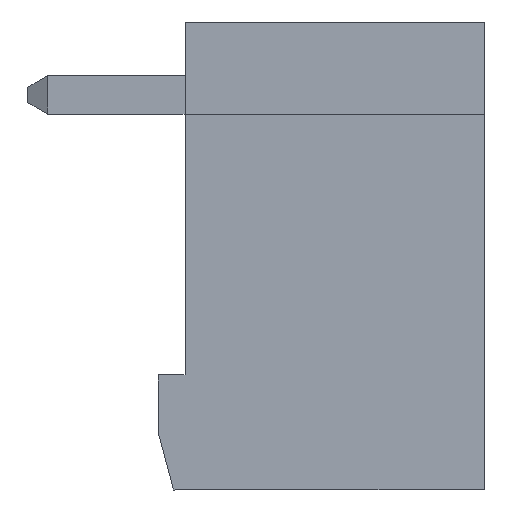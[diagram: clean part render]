
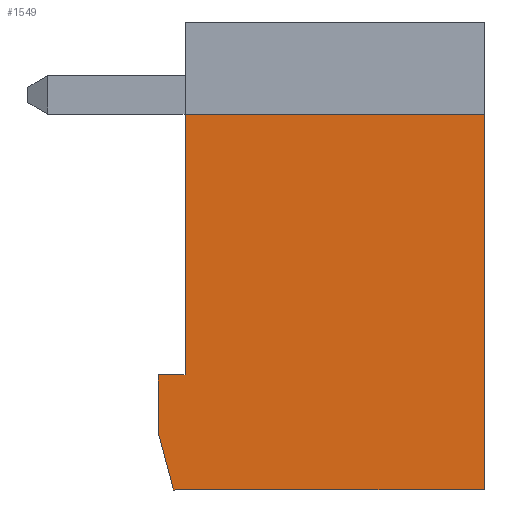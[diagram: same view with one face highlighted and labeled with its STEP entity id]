
A CAD part, front view. The second image highlights one B-rep face of the part: STEP entity #1549.
In plain terms, the highlighted planar face has unit normal (0, -1, 0).
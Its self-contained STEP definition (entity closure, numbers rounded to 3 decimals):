
#1549 = ADVANCED_FACE( '', ( #3423 ), #3424, .F. );
#3423 = FACE_OUTER_BOUND( '', #5609, .T. );
#3424 = PLANE( '', #5610 );
#5609 = EDGE_LOOP( '', ( #10200, #10201, #10202, #10203, #10204, #10205, #10206 ) );
#5610 = AXIS2_PLACEMENT_3D( '', #10207, #10208, #10209 );
#10200 = ORIENTED_EDGE( '', *, *, #14631, .F. );
#10201 = ORIENTED_EDGE( '', *, *, #14330, .F. );
#10202 = ORIENTED_EDGE( '', *, *, #14632, .F. );
#10203 = ORIENTED_EDGE( '', *, *, #14633, .F. );
#10204 = ORIENTED_EDGE( '', *, *, #14156, .F. );
#10205 = ORIENTED_EDGE( '', *, *, #14037, .F. );
#10206 = ORIENTED_EDGE( '', *, *, #13781, .F. );
#10207 = CARTESIAN_POINT( '', ( -40.699, 25.85, -9.8 ) );
#10208 = DIRECTION( '', ( 0., 1., 0. ) );
#10209 = DIRECTION( '', ( 1., 0., 0. ) );
#13781 = EDGE_CURVE( '', #16884, #16879, #16886, .T. );
#14037 = EDGE_CURVE( '', #16879, #17257, #17261, .T. );
#14156 = EDGE_CURVE( '', #17257, #17446, #17447, .T. );
#14330 = EDGE_CURVE( '', #17696, #17698, #17699, .T. );
#14631 = EDGE_CURVE( '', #17698, #16884, #18070, .T. );
#14632 = EDGE_CURVE( '', #18071, #17696, #18072, .T. );
#14633 = EDGE_CURVE( '', #17446, #18071, #18073, .T. );
#16879 = VERTEX_POINT( '', #21163 );
#16884 = VERTEX_POINT( '', #21170 );
#16886 = LINE( '', #21173, #21174 );
#17257 = VERTEX_POINT( '', #21730 );
#17261 = LINE( '', #21736, #21737 );
#17446 = VERTEX_POINT( '', #22034 );
#17447 = LINE( '', #22035, #22036 );
#17696 = VERTEX_POINT( '', #22402 );
#17698 = VERTEX_POINT( '', #22405 );
#17699 = LINE( '', #22406, #22407 );
#18070 = LINE( '', #22975, #22976 );
#18071 = VERTEX_POINT( '', #22977 );
#18072 = LINE( '', #22978, #22979 );
#18073 = LINE( '', #22980, #22981 );
#21163 = CARTESIAN_POINT( '', ( -40.699, 25.85, -6.8 ) );
#21170 = CARTESIAN_POINT( '', ( -40.699, 25.85, -8.307 ) );
#21173 = CARTESIAN_POINT( '', ( -40.699, 25.85, -6.8 ) );
#21174 = VECTOR( '', #24721, 1000. );
#21730 = CARTESIAN_POINT( '', ( -40., 25.85, -6.8 ) );
#21736 = CARTESIAN_POINT( '', ( -40.099, 25.85, -6.8 ) );
#21737 = VECTOR( '', #24930, 1000. );
#22034 = CARTESIAN_POINT( '', ( -40., 25.85, 0. ) );
#22035 = CARTESIAN_POINT( '', ( -40., 25.85, 0. ) );
#22036 = VECTOR( '', #25043, 1000. );
#22402 = CARTESIAN_POINT( '', ( -32.199, 25.85, -9.8 ) );
#22405 = CARTESIAN_POINT( '', ( -40.299, 25.85, -9.8 ) );
#22406 = CARTESIAN_POINT( '', ( -33.697, 25.85, -9.8 ) );
#22407 = VECTOR( '', #25207, 1000. );
#22975 = CARTESIAN_POINT( '', ( -40.699, 25.85, -8.307 ) );
#22976 = VECTOR( '', #25438, 1000. );
#22977 = CARTESIAN_POINT( '', ( -32.199, 25.85, 0. ) );
#22978 = CARTESIAN_POINT( '', ( -32.199, 25.85, -9.8 ) );
#22979 = VECTOR( '', #25439, 1000. );
#22980 = CARTESIAN_POINT( '', ( -32.199, 25.85, 0. ) );
#22981 = VECTOR( '', #25440, 1000. );
#24721 = DIRECTION( '', ( 0., 0., 1. ) );
#24930 = DIRECTION( '', ( 1., 0., 0. ) );
#25043 = DIRECTION( '', ( 0., 0., 1. ) );
#25207 = DIRECTION( '', ( -1., 0., 0. ) );
#25438 = DIRECTION( '', ( -0.259, 0., 0.966 ) );
#25439 = DIRECTION( '', ( 0., 0., -1. ) );
#25440 = DIRECTION( '', ( 1., 0., 0. ) );
